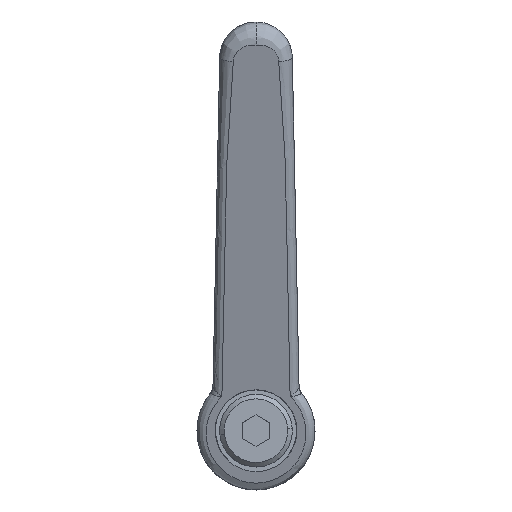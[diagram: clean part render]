
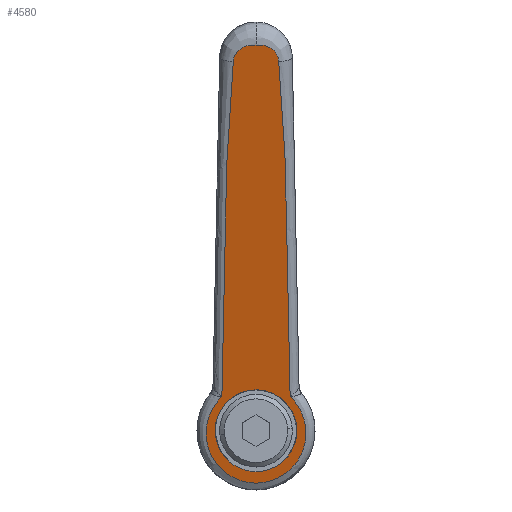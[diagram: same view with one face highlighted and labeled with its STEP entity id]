
A CAD part, top view. The second image highlights one B-rep face of the part: STEP entity #4580.
In plain terms, the highlighted free-form (B-spline) face has degree [1, 1] with [2, 2] control points.
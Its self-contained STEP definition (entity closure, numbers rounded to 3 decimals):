
#1684=CARTESIAN_POINT('',(0.431,4.479,23.092));
#1685=VERTEX_POINT('',#1684);
#1691=CARTESIAN_POINT('',(-4.5,0.0,21.704));
#1692=VERTEX_POINT('',#1691);
#1693=CARTESIAN_POINT('',(0.431,4.479,23.092));
#1694=CARTESIAN_POINT('',(0.216,4.5,23.032));
#1695=CARTESIAN_POINT('',(0.,4.5,22.971));
#1696=CARTESIAN_POINT('',(-4.5,4.5,21.704));
#1697=CARTESIAN_POINT('',(-4.5,0.0,21.704));
#1705=(BOUNDED_CURVE()B_SPLINE_CURVE(2,(#1693,#1694,#1695,#1696,#1697),.UNSPECIFIED.,.F.,.U.)B_SPLINE_CURVE_WITH_KNOTS((3,2,3),(0.733,0.75,1.0),.UNSPECIFIED.)CURVE()GEOMETRIC_REPRESENTATION_ITEM()RATIONAL_B_SPLINE_CURVE((0.964,0.98,1.0,0.707,1.0))REPRESENTATION_ITEM(''));
#1706=EDGE_CURVE('',#1685,#1692,#1705,.T.);
#1708=CARTESIAN_POINT('',(0.089,-4.499,22.996));
#1709=VERTEX_POINT('',#1708);
#1710=CARTESIAN_POINT('',(-4.5,0.0,21.704));
#1711=CARTESIAN_POINT('',(-4.5,-4.5,21.704));
#1712=CARTESIAN_POINT('',(0.,-4.5,22.971));
#1713=CARTESIAN_POINT('',(0.044,-4.5,22.983));
#1714=CARTESIAN_POINT('',(0.089,-4.499,22.996));
#1722=(BOUNDED_CURVE()B_SPLINE_CURVE(2,(#1710,#1711,#1712,#1713,#1714),.UNSPECIFIED.,.F.,.U.)B_SPLINE_CURVE_WITH_KNOTS((3,2,3),(0.0,0.25,0.253),.UNSPECIFIED.)CURVE()GEOMETRIC_REPRESENTATION_ITEM()RATIONAL_B_SPLINE_CURVE((1.0,0.707,1.0,0.996,0.992))REPRESENTATION_ITEM(''));
#1723=EDGE_CURVE('',#1692,#1709,#1722,.T.);
#1767=CARTESIAN_POINT('',(4.5,0.,24.238));
#1768=VERTEX_POINT('',#1767);
#1769=CARTESIAN_POINT('',(0.089,-4.499,22.996));
#1770=CARTESIAN_POINT('',(4.5,-4.412,24.238));
#1771=CARTESIAN_POINT('',(4.5,0.,24.238));
#1779=(BOUNDED_CURVE()B_SPLINE_CURVE(2,(#1769,#1770,#1771),.UNSPECIFIED.,.F.,.U.)B_SPLINE_CURVE_WITH_KNOTS((3,3),(0.253,0.5),.UNSPECIFIED.)CURVE()GEOMETRIC_REPRESENTATION_ITEM()RATIONAL_B_SPLINE_CURVE((0.992,0.711,1.0))REPRESENTATION_ITEM(''));
#1780=EDGE_CURVE('',#1709,#1768,#1779,.T.);
#1782=CARTESIAN_POINT('',(4.5,0.,24.238));
#1783=CARTESIAN_POINT('',(4.5,4.088,24.238));
#1784=CARTESIAN_POINT('',(0.431,4.479,23.092));
#1792=(BOUNDED_CURVE()B_SPLINE_CURVE(2,(#1782,#1783,#1784),.UNSPECIFIED.,.F.,.U.)B_SPLINE_CURVE_WITH_KNOTS((3,3),(0.5,0.733),.UNSPECIFIED.)CURVE()GEOMETRIC_REPRESENTATION_ITEM()RATIONAL_B_SPLINE_CURVE((1.0,0.727,0.964))REPRESENTATION_ITEM(''));
#1793=EDGE_CURVE('',#1768,#1685,#1792,.T.);
#3515=CARTESIAN_POINT('',(3.742,3.758,24.024));
#3516=VERTEX_POINT('',#3515);
#3778=CARTESIAN_POINT('',(3.742,-3.758,24.024));
#3779=VERTEX_POINT('',#3778);
#4081=CARTESIAN_POINT('',(42.458,0.,34.925));
#4082=VERTEX_POINT('',#4081);
#4120=CARTESIAN_POINT('',(40.645,2.499,34.415));
#4121=VERTEX_POINT('',#4120);
#4135=CARTESIAN_POINT('',(42.458,0.,34.925));
#4136=CARTESIAN_POINT('',(42.458,0.559,34.925));
#4137=CARTESIAN_POINT('',(42.445,0.679,34.921));
#4138=CARTESIAN_POINT('',(42.394,1.14,34.907));
#4139=CARTESIAN_POINT('',(42.143,1.56,34.837));
#4140=CARTESIAN_POINT('',(41.898,1.971,34.767));
#4141=CARTESIAN_POINT('',(41.546,2.207,34.668));
#4142=CARTESIAN_POINT('',(41.125,2.489,34.55));
#4143=CARTESIAN_POINT('',(40.645,2.499,34.415));
#4144=B_SPLINE_CURVE_WITH_KNOTS('',2,(#4135,#4136,#4137,#4138,#4139,#4140,#4141,#4142,#4143),.UNSPECIFIED.,.F.,.U.,(3,2,2,2,3),(0.0,0.286,0.571,0.786,1.0),.UNSPECIFIED.);
#4145=EDGE_CURVE('',#4082,#4121,#4144,.T.);
#4202=CARTESIAN_POINT('',(40.645,2.499,34.415));
#4203=CARTESIAN_POINT('',(38.594,2.541,33.837));
#4204=CARTESIAN_POINT('',(36.547,2.785,33.261));
#4205=CARTESIAN_POINT('',(34.499,2.927,32.684));
#4206=CARTESIAN_POINT('',(32.45,3.07,32.107));
#4207=CARTESIAN_POINT('',(30.402,3.212,31.531));
#4208=CARTESIAN_POINT('',(28.351,3.254,30.953));
#4209=CARTESIAN_POINT('',(20.148,3.422,28.644));
#4210=CARTESIAN_POINT('',(11.945,3.59,26.334));
#4211=CARTESIAN_POINT('',(3.742,3.758,24.024));
#4212=B_SPLINE_CURVE_WITH_KNOTS('',3,(#4202,#4203,#4204,#4205,#4206,#4207,#4208,#4209,#4210,#4211),.UNSPECIFIED.,.F.,.U.,(4,3,3,4),(0.0,0.056,0.111,0.333),.UNSPECIFIED.);
#4213=EDGE_CURVE('',#4121,#3516,#4212,.T.);
#4297=CARTESIAN_POINT('',(40.645,-2.499,34.415));
#4298=VERTEX_POINT('',#4297);
#4334=CARTESIAN_POINT('',(40.645,-2.499,34.415));
#4335=CARTESIAN_POINT('',(41.292,-2.486,34.597));
#4336=CARTESIAN_POINT('',(41.786,-2.014,34.736));
#4337=CARTESIAN_POINT('',(42.183,-1.634,34.848));
#4338=CARTESIAN_POINT('',(42.356,-1.102,34.896));
#4339=CARTESIAN_POINT('',(42.445,-0.826,34.921));
#4340=CARTESIAN_POINT('',(42.459,-0.489,34.925));
#4341=CARTESIAN_POINT('',(42.469,-0.245,34.928));
#4342=CARTESIAN_POINT('',(42.458,0.,34.925));
#4343=B_SPLINE_CURVE_WITH_KNOTS('',2,(#4334,#4335,#4336,#4337,#4338,#4339,#4340,#4341,#4342),.UNSPECIFIED.,.F.,.U.,(3,2,2,2,3),(0.0,0.286,0.571,0.786,1.0),.UNSPECIFIED.);
#4344=EDGE_CURVE('',#4298,#4082,#4343,.T.);
#4454=CARTESIAN_POINT('',(3.742,3.758,24.024));
#4455=CARTESIAN_POINT('',(2.613,4.96,23.707));
#4456=CARTESIAN_POINT('',(1.032,5.341,23.262));
#4457=CARTESIAN_POINT('',(-0.624,5.741,22.795));
#4458=CARTESIAN_POINT('',(-2.192,5.152,22.354));
#4459=CARTESIAN_POINT('',(-3.811,4.544,21.898));
#4460=CARTESIAN_POINT('',(-4.783,3.144,21.624));
#4461=CARTESIAN_POINT('',(-5.26,2.458,21.49));
#4462=CARTESIAN_POINT('',(-5.515,1.648,21.418));
#4463=CARTESIAN_POINT('',(-5.771,0.837,21.346));
#4464=CARTESIAN_POINT('',(-5.771,0.,21.346));
#4465=CARTESIAN_POINT('',(-5.771,-0.835,21.346));
#4466=CARTESIAN_POINT('',(-5.515,-1.648,21.418));
#4467=CARTESIAN_POINT('',(-5.261,-2.456,21.49));
#4468=CARTESIAN_POINT('',(-4.783,-3.144,21.624));
#4469=CARTESIAN_POINT('',(-3.812,-4.543,21.898));
#4470=CARTESIAN_POINT('',(-2.192,-5.152,22.354));
#4471=CARTESIAN_POINT('',(-0.626,-5.741,22.795));
#4472=CARTESIAN_POINT('',(1.032,-5.341,23.262));
#4473=CARTESIAN_POINT('',(2.612,-4.96,23.707));
#4474=CARTESIAN_POINT('',(3.742,-3.758,24.024));
#4475=B_SPLINE_CURVE_WITH_KNOTS('',2,(#4454,#4455,#4456,#4457,#4458,#4459,#4460,#4461,#4462,#4463,#4464,#4465,#4466,#4467,#4468,#4469,#4470,#4471,#4472,#4473,#4474),.UNSPECIFIED.,.F.,.U.,(3,2,2,2,2,2,2,2,2,2,3),(0.0,0.125,0.25,0.375,0.438,0.5,0.563,0.625,0.75,0.875,1.0),.UNSPECIFIED.);
#4476=EDGE_CURVE('',#3516,#3779,#4475,.T.);
#4519=CARTESIAN_POINT('',(3.742,-3.758,24.024));
#4520=CARTESIAN_POINT('',(11.945,-3.59,26.334));
#4521=CARTESIAN_POINT('',(20.148,-3.422,28.644));
#4522=CARTESIAN_POINT('',(28.351,-3.254,30.953));
#4523=CARTESIAN_POINT('',(30.402,-3.212,31.531));
#4524=CARTESIAN_POINT('',(32.45,-3.07,32.107));
#4525=CARTESIAN_POINT('',(34.499,-2.927,32.684));
#4526=CARTESIAN_POINT('',(36.547,-2.785,33.261));
#4527=CARTESIAN_POINT('',(38.594,-2.541,33.837));
#4528=CARTESIAN_POINT('',(40.645,-2.499,34.415));
#4529=B_SPLINE_CURVE_WITH_KNOTS('',3,(#4519,#4520,#4521,#4522,#4523,#4524,#4525,#4526,#4527,#4528),.UNSPECIFIED.,.F.,.U.,(4,3,3,4),(0.667,0.889,0.944,1.0),.UNSPECIFIED.);
#4530=EDGE_CURVE('',#3779,#4298,#4529,.T.);
#4562=CARTESIAN_POINT('',(44.873,-6.05,35.605));
#4563=CARTESIAN_POINT('',(-8.18,-6.05,20.668));
#4564=CARTESIAN_POINT('',(44.873,6.05,35.605));
#4565=CARTESIAN_POINT('',(-8.18,6.05,20.668));
#4566=B_SPLINE_SURFACE_WITH_KNOTS('',1,1,((#4562,#4564),(#4563,#4565)),.UNSPECIFIED.,.F.,.F.,.U.,(2,2),(2,2),(0.0,55.116),(0.0,12.1),.UNSPECIFIED.);
#4567=ORIENTED_EDGE('',*,*,#4344,.T.);
#4568=ORIENTED_EDGE('',*,*,#4145,.T.);
#4569=ORIENTED_EDGE('',*,*,#4213,.T.);
#4570=ORIENTED_EDGE('',*,*,#4476,.T.);
#4571=ORIENTED_EDGE('',*,*,#4530,.T.);
#4572=EDGE_LOOP('',(#4567,#4568,#4569,#4570,#4571));
#4573=FACE_OUTER_BOUND('',#4572,.T.);
#4574=ORIENTED_EDGE('',*,*,#1793,.F.);
#4575=ORIENTED_EDGE('',*,*,#1780,.F.);
#4576=ORIENTED_EDGE('',*,*,#1723,.F.);
#4577=ORIENTED_EDGE('',*,*,#1706,.F.);
#4578=EDGE_LOOP('',(#4574,#4575,#4576,#4577));
#4579=FACE_BOUND('',#4578,.T.);
#4580=ADVANCED_FACE('',(#4573,#4579),#4566,.F.);
